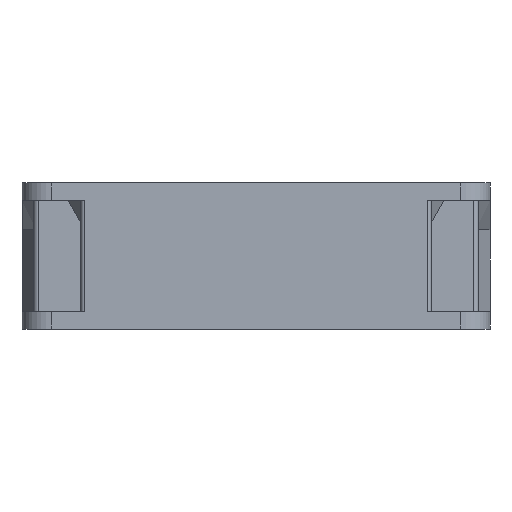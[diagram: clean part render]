
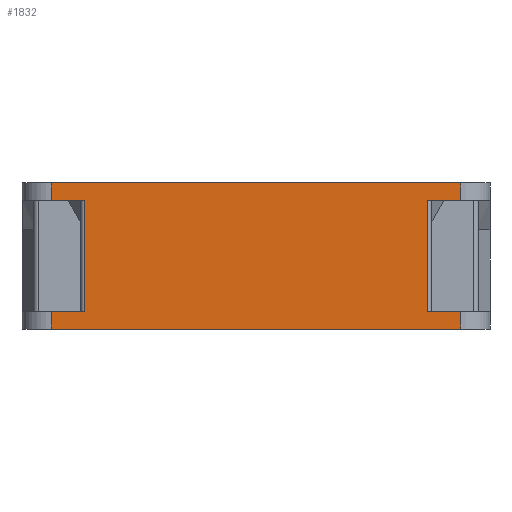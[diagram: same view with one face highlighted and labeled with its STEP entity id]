
A CAD part, left-side view. The second image highlights one B-rep face of the part: STEP entity #1832.
In plain terms, the highlighted planar face has unit normal (-1, 0, 0).
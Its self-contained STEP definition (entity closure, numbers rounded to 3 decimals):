
#382 = DIRECTION ( 'NONE',  ( 0., 0., -1. ) ) ;
#503 = DIRECTION ( 'NONE',  ( 0., -1., 0. ) ) ;
#545 = ORIENTED_EDGE ( 'NONE', *, *, #6738, .F. ) ;
#1832 = ADVANCED_FACE ( 'NONE', ( #15252 ), #13622, .F. ) ;
#2112 = ORIENTED_EDGE ( 'NONE', *, *, #17832, .T. ) ;
#2211 = CARTESIAN_POINT ( 'NONE',  ( -40., 35., 12.5 ) ) ;
#2345 = VERTEX_POINT ( 'NONE', #11390 ) ;
#2727 = ORIENTED_EDGE ( 'NONE', *, *, #10182, .F. ) ;
#2967 = EDGE_CURVE ( 'NONE', #2345, #5769, #17640, .T. ) ;
#3017 = CARTESIAN_POINT ( 'NONE',  ( -40., 35., -9.5 ) ) ;
#3917 = CARTESIAN_POINT ( 'NONE',  ( -40., 35., 9.5 ) ) ;
#4047 = CARTESIAN_POINT ( 'NONE',  ( -40., 35., -12.5 ) ) ;
#4089 = EDGE_CURVE ( 'NONE', #14613, #10368, #22484, .T. ) ;
#4137 = CARTESIAN_POINT ( 'NONE',  ( -40., 35., 12.5 ) ) ;
#4231 = EDGE_CURVE ( 'NONE', #5774, #10368, #22513, .T. ) ;
#4253 = VERTEX_POINT ( 'NONE', #12058 ) ;
#4511 = CARTESIAN_POINT ( 'NONE',  ( -40., 35., 9.5 ) ) ;
#4800 = CARTESIAN_POINT ( 'NONE',  ( -40., 35., -9.5 ) ) ;
#5362 = CARTESIAN_POINT ( 'NONE',  ( -40., 29.25, 9.5 ) ) ;
#5687 = CARTESIAN_POINT ( 'NONE',  ( -40., 35., 9.5 ) ) ;
#5769 = VERTEX_POINT ( 'NONE', #18685 ) ;
#5774 = VERTEX_POINT ( 'NONE', #5362 ) ;
#5807 = LINE ( 'NONE', #24421, #21643 ) ;
#5920 = VECTOR ( 'NONE', #7341, 1000. ) ;
#5974 = EDGE_LOOP ( 'NONE', ( #545, #21068, #18857, #10018, #6839, #17628, #15008, #14380, #2727, #7944, #21620, #2112 ) ) ;
#6116 = DIRECTION ( 'NONE',  ( 0., 1., 0. ) ) ;
#6243 = CARTESIAN_POINT ( 'NONE',  ( -40., 29.25, 12.5 ) ) ;
#6323 = VECTOR ( 'NONE', #382, 1000. ) ;
#6338 = CARTESIAN_POINT ( 'NONE',  ( -40., 35., 12.5 ) ) ;
#6352 = DIRECTION ( 'NONE',  ( 0., 0., -1. ) ) ;
#6738 = EDGE_CURVE ( 'NONE', #5774, #12554, #9045, .T. ) ;
#6839 = ORIENTED_EDGE ( 'NONE', *, *, #17550, .T. ) ;
#6877 = VERTEX_POINT ( 'NONE', #4047 ) ;
#6943 = LINE ( 'NONE', #6338, #6323 ) ;
#7270 = VECTOR ( 'NONE', #20312, 1000. ) ;
#7341 = DIRECTION ( 'NONE',  ( 0., 0., -1. ) ) ;
#7434 = CARTESIAN_POINT ( 'NONE',  ( -40., -35., 9.5 ) ) ;
#7486 = CARTESIAN_POINT ( 'NONE',  ( -40., 35., -12.5 ) ) ;
#7853 = VECTOR ( 'NONE', #17137, 1000. ) ;
#7944 = ORIENTED_EDGE ( 'NONE', *, *, #22955, .F. ) ;
#9045 = LINE ( 'NONE', #3917, #20001 ) ;
#10018 = ORIENTED_EDGE ( 'NONE', *, *, #21130, .T. ) ;
#10063 = DIRECTION ( 'NONE',  ( 0., 0., 1. ) ) ;
#10182 = EDGE_CURVE ( 'NONE', #17002, #19230, #22486, .T. ) ;
#10240 = CARTESIAN_POINT ( 'NONE',  ( -40., 35., 12.5 ) ) ;
#10298 = EDGE_CURVE ( 'NONE', #21786, #16862, #23389, .T. ) ;
#10368 = VERTEX_POINT ( 'NONE', #24478 ) ;
#10570 = CARTESIAN_POINT ( 'NONE',  ( -40., -29.25, 9.5 ) ) ;
#10800 = DIRECTION ( 'NONE',  ( 0., -1., 0. ) ) ;
#11025 = EDGE_CURVE ( 'NONE', #2345, #19230, #20623, .T. ) ;
#11390 = CARTESIAN_POINT ( 'NONE',  ( -40., -29.25, -9.5 ) ) ;
#11699 = EDGE_CURVE ( 'NONE', #5769, #4253, #5807, .T. ) ;
#11750 = CARTESIAN_POINT ( 'NONE',  ( -40., 35., 12.5 ) ) ;
#11849 = CARTESIAN_POINT ( 'NONE',  ( -40., -29.25, 9.5 ) ) ;
#12058 = CARTESIAN_POINT ( 'NONE',  ( -40., -35., -12.5 ) ) ;
#12554 = VERTEX_POINT ( 'NONE', #5687 ) ;
#12762 = LINE ( 'NONE', #7486, #7853 ) ;
#13040 = VECTOR ( 'NONE', #23948, 1000. ) ;
#13311 = VECTOR ( 'NONE', #6352, 1000. ) ;
#13622 = PLANE ( 'NONE',  #20666 ) ;
#14380 = ORIENTED_EDGE ( 'NONE', *, *, #11025, .T. ) ;
#14613 = VERTEX_POINT ( 'NONE', #21177 ) ;
#15008 = ORIENTED_EDGE ( 'NONE', *, *, #2967, .F. ) ;
#15111 = CARTESIAN_POINT ( 'NONE',  ( -40., -35., 12.5 ) ) ;
#15252 = FACE_OUTER_BOUND ( 'NONE', #5974, .T. ) ;
#15592 = DIRECTION ( 'NONE',  ( 0., 1., 0. ) ) ;
#15987 = DIRECTION ( 'NONE',  ( 0., 0., -1. ) ) ;
#16297 = LINE ( 'NONE', #15111, #5920 ) ;
#16862 = VERTEX_POINT ( 'NONE', #22425 ) ;
#17002 = VERTEX_POINT ( 'NONE', #7434 ) ;
#17137 = DIRECTION ( 'NONE',  ( 0., -1., 0. ) ) ;
#17315 = VECTOR ( 'NONE', #10800, 1000. ) ;
#17550 = EDGE_CURVE ( 'NONE', #6877, #4253, #12762, .T. ) ;
#17628 = ORIENTED_EDGE ( 'NONE', *, *, #11699, .F. ) ;
#17640 = LINE ( 'NONE', #3017, #7270 ) ;
#17796 = DIRECTION ( 'NONE',  ( 1., 0., 0. ) ) ;
#17832 = EDGE_CURVE ( 'NONE', #21786, #12554, #6943, .T. ) ;
#18533 = DIRECTION ( 'NONE',  ( 0., 0., -1. ) ) ;
#18685 = CARTESIAN_POINT ( 'NONE',  ( -40., -35., -9.5 ) ) ;
#18857 = ORIENTED_EDGE ( 'NONE', *, *, #4089, .F. ) ;
#19230 = VERTEX_POINT ( 'NONE', #10570 ) ;
#20001 = VECTOR ( 'NONE', #15592, 1000. ) ;
#20312 = DIRECTION ( 'NONE',  ( 0., -1., 0. ) ) ;
#20623 = LINE ( 'NONE', #11849, #23092 ) ;
#20666 = AXIS2_PLACEMENT_3D ( 'NONE', #11750, #17796, #6116 ) ;
#21068 = ORIENTED_EDGE ( 'NONE', *, *, #4231, .T. ) ;
#21130 = EDGE_CURVE ( 'NONE', #14613, #6877, #23938, .T. ) ;
#21177 = CARTESIAN_POINT ( 'NONE',  ( -40., 35., -9.5 ) ) ;
#21620 = ORIENTED_EDGE ( 'NONE', *, *, #10298, .F. ) ;
#21643 = VECTOR ( 'NONE', #18533, 1000. ) ;
#21786 = VERTEX_POINT ( 'NONE', #2211 ) ;
#22425 = CARTESIAN_POINT ( 'NONE',  ( -40., -35., 12.5 ) ) ;
#22484 = LINE ( 'NONE', #4800, #17315 ) ;
#22486 = LINE ( 'NONE', #4511, #13040 ) ;
#22513 = LINE ( 'NONE', #6243, #24606 ) ;
#22955 = EDGE_CURVE ( 'NONE', #16862, #17002, #16297, .T. ) ;
#23092 = VECTOR ( 'NONE', #10063, 1000. ) ;
#23389 = LINE ( 'NONE', #10240, #23694 ) ;
#23694 = VECTOR ( 'NONE', #503, 1000. ) ;
#23938 = LINE ( 'NONE', #4137, #13311 ) ;
#23948 = DIRECTION ( 'NONE',  ( 0., 1., 0. ) ) ;
#24421 = CARTESIAN_POINT ( 'NONE',  ( -40., -35., 12.5 ) ) ;
#24478 = CARTESIAN_POINT ( 'NONE',  ( -40., 29.25, -9.5 ) ) ;
#24606 = VECTOR ( 'NONE', #15987, 1000. ) ;
